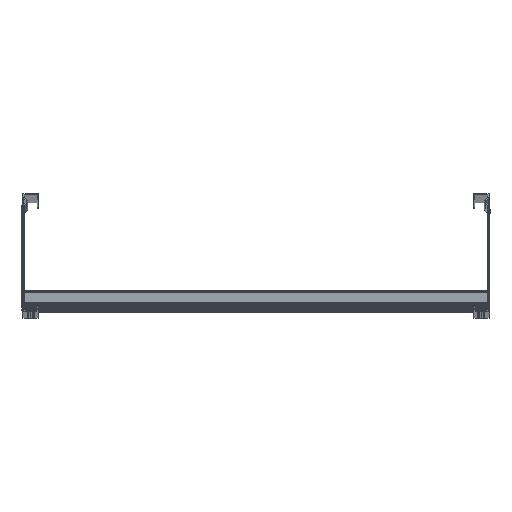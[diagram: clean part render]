
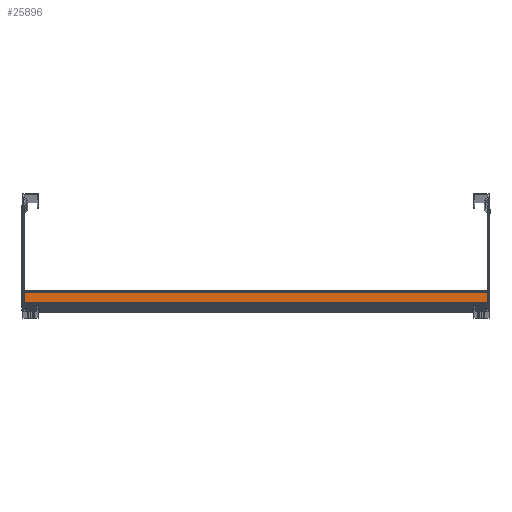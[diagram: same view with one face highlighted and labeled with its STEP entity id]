
A CAD part, top view. The second image highlights one B-rep face of the part: STEP entity #25896.
In plain terms, the highlighted face is planar.
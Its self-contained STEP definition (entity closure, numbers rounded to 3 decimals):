
#145 = CARTESIAN_POINT ( 'NONE',  ( 18., 2.5, -298.5 ) ) ;
#438 = DIRECTION ( 'NONE',  ( 0., 0., -1. ) ) ;
#1268 = LINE ( 'NONE', #4861, #4281 ) ;
#2297 = VERTEX_POINT ( 'NONE', #21311 ) ;
#3892 = DIRECTION ( 'NONE',  ( 0., 0., -1. ) ) ;
#4281 = VECTOR ( 'NONE', #31909, 1000. ) ;
#4861 = CARTESIAN_POINT ( 'NONE',  ( 18., 2.5, 298.5 ) ) ;
#5027 = LINE ( 'NONE', #9147, #7658 ) ;
#5219 = CARTESIAN_POINT ( 'NONE',  ( 18., 18., -298.5 ) ) ;
#6112 = VERTEX_POINT ( 'NONE', #145 ) ;
#6947 = ORIENTED_EDGE ( 'NONE', *, *, #22164, .T. ) ;
#7658 = VECTOR ( 'NONE', #33177, 1000. ) ;
#8207 = DIRECTION ( 'NONE',  ( 0., -1., 0. ) ) ;
#8995 = CARTESIAN_POINT ( 'NONE',  ( 18., 18., 298.5 ) ) ;
#9147 = CARTESIAN_POINT ( 'NONE',  ( 18., 18., 298.5 ) ) ;
#11162 = CARTESIAN_POINT ( 'NONE',  ( 18., 15.5, 298.5 ) ) ;
#14247 = VECTOR ( 'NONE', #3892, 1000. ) ;
#16113 = ORIENTED_EDGE ( 'NONE', *, *, #30131, .F. ) ;
#16940 = EDGE_CURVE ( 'NONE', #20169, #6112, #1268, .T. ) ;
#17333 = LINE ( 'NONE', #5219, #31079 ) ;
#18715 = EDGE_LOOP ( 'NONE', ( #32265, #16113, #6947, #32524 ) ) ;
#20169 = VERTEX_POINT ( 'NONE', #32294 ) ;
#21311 = CARTESIAN_POINT ( 'NONE',  ( 18., 15.5, -298.5 ) ) ;
#21934 = VERTEX_POINT ( 'NONE', #34864 ) ;
#22164 = EDGE_CURVE ( 'NONE', #21934, #20169, #5027, .T. ) ;
#25438 = PLANE ( 'NONE',  #25897 ) ;
#25896 = ADVANCED_FACE ( 'NONE', ( #31795 ), #25438, .T. ) ;
#25897 = AXIS2_PLACEMENT_3D ( 'NONE', #8995, #33633, #438 ) ;
#28734 = EDGE_CURVE ( 'NONE', #2297, #6112, #17333, .T. ) ;
#30119 = LINE ( 'NONE', #11162, #14247 ) ;
#30131 = EDGE_CURVE ( 'NONE', #21934, #2297, #30119, .T. ) ;
#31079 = VECTOR ( 'NONE', #8207, 1000. ) ;
#31795 = FACE_OUTER_BOUND ( 'NONE', #18715, .T. ) ;
#31909 = DIRECTION ( 'NONE',  ( 0., 0., -1. ) ) ;
#32265 = ORIENTED_EDGE ( 'NONE', *, *, #28734, .F. ) ;
#32294 = CARTESIAN_POINT ( 'NONE',  ( 18., 2.5, 298.5 ) ) ;
#32524 = ORIENTED_EDGE ( 'NONE', *, *, #16940, .T. ) ;
#33177 = DIRECTION ( 'NONE',  ( 0., -1., 0. ) ) ;
#33633 = DIRECTION ( 'NONE',  ( 1., 0., 0. ) ) ;
#34864 = CARTESIAN_POINT ( 'NONE',  ( 18., 15.5, 298.5 ) ) ;
